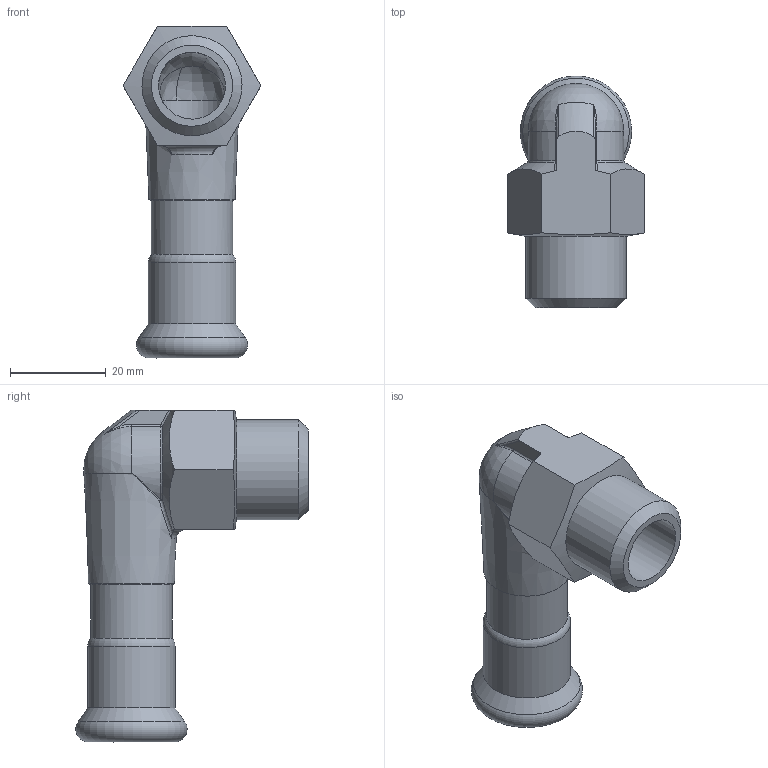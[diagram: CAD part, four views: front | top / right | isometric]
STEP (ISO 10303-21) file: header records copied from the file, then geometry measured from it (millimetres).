
FILE_DESCRIPTION(/* description */ (''),/* implementation_level */ '2;1');
FILE_NAME(/* name */ '43833.stp',/* time_stamp */ '2023-09-08T11:29:31+02:00',/* author */ ('JANAN'),/* organization */ (''),/* preprocessor_version */ 'ST-DEVELOPER v19.2',/* originating_system */ 'Autodesk Inventor 2023',/* authorisation */ '');
FILE_SCHEMA (('AUTOMOTIVE_DESIGN { 1 0 10303 214 3 1 1 }'));
Length unit declared in the file: millimetre
Products named in the file (1): tmp702.tmp
Bounding box: 28.87 x 48.64 x 69.5 mm (x, y, z)
Volume: 15627.6 mm3; surface area: 10910.7 mm2
Topology: 1 solids, 1 shells, 66 faces, 162 edges, 96 vertices
Faces by surface type: cylinder 14, bspline 14, torus 12, plane 11, cone 10, sphere 5
Full cylindrical faces by diameter (mm): 14 x2, 15.2 x1, 15.8 x1, 17 x1, 18.3 x1, 20.955 x1
Entity records: 3206 total; most frequent: CARTESIAN_POINT 1630, ORIENTED_EDGE 318, DIRECTION 303, EDGE_CURVE 159, AXIS2_PLACEMENT_3D 136, VERTEX_POINT 96, CIRCLE 73, EDGE_LOOP 69
